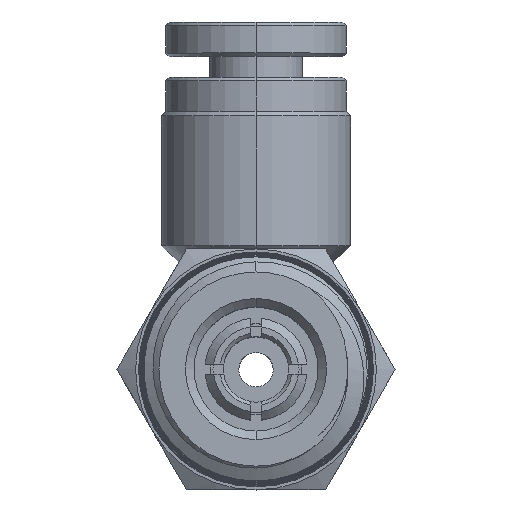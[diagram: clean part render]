
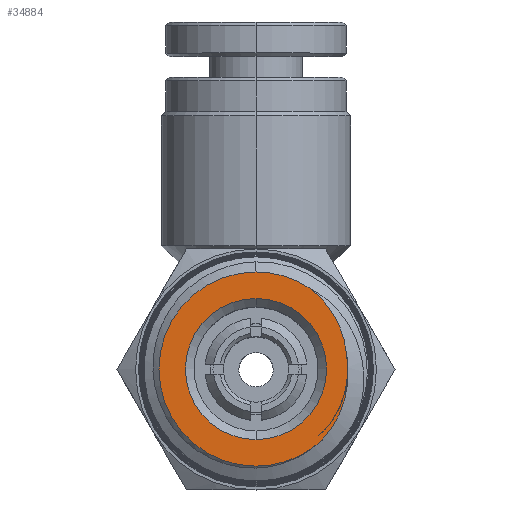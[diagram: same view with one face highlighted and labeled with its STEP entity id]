
A CAD part, top view. The second image highlights one B-rep face of the part: STEP entity #34884.
In plain terms, the highlighted planar face has unit normal (0, 0, 1).
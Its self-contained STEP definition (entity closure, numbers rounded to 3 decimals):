
#818 = EDGE_CURVE ( 'NONE', #5776, #3261, #21271, .T. ) ;
#930 = ORIENTED_EDGE ( 'NONE', *, *, #9545, .T. ) ;
#1201 = VERTEX_POINT ( 'NONE', #29013 ) ;
#1603 = DIRECTION ( 'NONE',  ( 0., 0., -1. ) ) ;
#2432 = DIRECTION ( 'NONE',  ( 0., 1., 0. ) ) ;
#3159 = AXIS2_PLACEMENT_3D ( 'NONE', #20190, #1603, #23295 ) ;
#3183 = CARTESIAN_POINT ( 'NONE',  ( 4.078, -3.866, 17.1 ) ) ;
#3261 = VERTEX_POINT ( 'NONE', #12908 ) ;
#5150 = CARTESIAN_POINT ( 'NONE',  ( 3.846, -4.127, 17.1 ) ) ;
#5433 = PLANE ( 'NONE',  #33375 ) ;
#5627 = DIRECTION ( 'NONE',  ( 0., 0., -1. ) ) ;
#5776 = VERTEX_POINT ( 'NONE', #11204 ) ;
#6302 = CARTESIAN_POINT ( 'NONE',  ( 4.394, -3.442, 17.1 ) ) ;
#7024 = CARTESIAN_POINT ( 'NONE',  ( 0., 5.641, 17.1 ) ) ;
#7846 = CARTESIAN_POINT ( 'NONE',  ( 5.325, 0.561, 17.1 ) ) ;
#7948 = CARTESIAN_POINT ( 'NONE',  ( 4.901, 2.39, 17.1 ) ) ;
#8403 = DIRECTION ( 'NONE',  ( 0., 0., 1. ) ) ;
#8627 = ORIENTED_EDGE ( 'NONE', *, *, #17551, .T. ) ;
#9313 = ORIENTED_EDGE ( 'NONE', *, *, #818, .T. ) ;
#9362 = EDGE_CURVE ( 'NONE', #25466, #32314, #13612, .T. ) ;
#9395 = CARTESIAN_POINT ( 'NONE',  ( 4.833, -2.684, 17.1 ) ) ;
#9545 = EDGE_CURVE ( 'NONE', #1201, #34832, #32090, .T. ) ;
#10580 = CARTESIAN_POINT ( 'NONE',  ( 5.33, -0.293, 17.1 ) ) ;
#10850 = AXIS2_PLACEMENT_3D ( 'NONE', #26954, #8403, #30013 ) ;
#11094 = CARTESIAN_POINT ( 'NONE',  ( 4.389, 3.362, 17.1 ) ) ;
#11204 = CARTESIAN_POINT ( 'NONE',  ( 0., 4.1, 17.1 ) ) ;
#11830 = CIRCLE ( 'NONE', #39729, 4.1 ) ;
#12299 = CARTESIAN_POINT ( 'NONE',  ( 0., 0., 17.1 ) ) ;
#12374 = CARTESIAN_POINT ( 'NONE',  ( 3.965, -4., 17.1 ) ) ;
#12514 = CARTESIAN_POINT ( 'NONE',  ( 5.184, -1.689, 17.1 ) ) ;
#12642 = FACE_BOUND ( 'NONE', #37887, .T. ) ;
#12908 = CARTESIAN_POINT ( 'NONE',  ( 0., -4.1, 17.1 ) ) ;
#13612 = CIRCLE ( 'NONE', #10850, 5.641 ) ;
#14174 = CARTESIAN_POINT ( 'NONE',  ( 3.821, 4.07, 17.1 ) ) ;
#14348 = CARTESIAN_POINT ( 'NONE',  ( 3.145, 4.683, 17.1 ) ) ;
#15397 = DIRECTION ( 'NONE',  ( 0., 1., 0. ) ) ;
#15607 = CARTESIAN_POINT ( 'NONE',  ( 5.336, -0.647, 17.1 ) ) ;
#15639 = EDGE_CURVE ( 'NONE', #34832, #25466, #22439, .T. ) ;
#15889 = VERTEX_POINT ( 'NONE', #5150 ) ;
#16105 = DIRECTION ( 'NONE',  ( 0., 0., 1. ) ) ;
#17153 = CARTESIAN_POINT ( 'NONE',  ( 5.247, 0.981, 17.1 ) ) ;
#17297 = CARTESIAN_POINT ( 'NONE',  ( 3.426, 4.454, 17.1 ) ) ;
#17551 = EDGE_CURVE ( 'NONE', #32314, #15889, #28360, .T. ) ;
#19934 = FACE_OUTER_BOUND ( 'NONE', #33960, .T. ) ;
#20190 = CARTESIAN_POINT ( 'NONE',  ( 0., 0., 17.1 ) ) ;
#20440 = CARTESIAN_POINT ( 'NONE',  ( 3.145, 4.683, 17.1 ) ) ;
#21000 = DIRECTION ( 'NONE',  ( 0., 0., -1. ) ) ;
#21130 = ORIENTED_EDGE ( 'NONE', *, *, #9362, .T. ) ;
#21271 = CIRCLE ( 'NONE', #3159, 4.1 ) ;
#22063 = AXIS2_PLACEMENT_3D ( 'NONE', #34537, #16105, #37646 ) ;
#22439 = CIRCLE ( 'NONE', #22063, 5.641 ) ;
#23295 = DIRECTION ( 'NONE',  ( 0., 1., 0. ) ) ;
#23855 = VERTEX_POINT ( 'NONE', #24557 ) ;
#24122 = ORIENTED_EDGE ( 'NONE', *, *, #26335, .T. ) ;
#24179 = CARTESIAN_POINT ( 'NONE',  ( 0., 0., 17.1 ) ) ;
#24557 = CARTESIAN_POINT ( 'NONE',  ( 5.33, -0.293, 17.1 ) ) ;
#24841 = CARTESIAN_POINT ( 'NONE',  ( 4.292, -3.588, 17.1 ) ) ;
#25466 = VERTEX_POINT ( 'NONE', #7024 ) ;
#26335 = EDGE_CURVE ( 'NONE', #15889, #23855, #29658, .T. ) ;
#26525 = CARTESIAN_POINT ( 'NONE',  ( 5.127, 1.701, 17.1 ) ) ;
#26954 = CARTESIAN_POINT ( 'NONE',  ( 0., 0., 17.1 ) ) ;
#27267 = DIRECTION ( 'NONE',  ( 0., 1., 0. ) ) ;
#27930 = CARTESIAN_POINT ( 'NONE',  ( 4.675, -2.995, 17.1 ) ) ;
#28004 = ORIENTED_EDGE ( 'NONE', *, *, #36859, .T. ) ;
#28360 = CIRCLE ( 'NONE', #31939, 5.641 ) ;
#29013 = CARTESIAN_POINT ( 'NONE',  ( 5.247, 0.981, 17.1 ) ) ;
#29105 = EDGE_CURVE ( 'NONE', #3261, #5776, #11830, .T. ) ;
#29203 = ORIENTED_EDGE ( 'NONE', *, *, #29105, .T. ) ;
#29460 = CARTESIAN_POINT ( 'NONE',  ( 5.247, 0.981, 17.1 ) ) ;
#29558 = CARTESIAN_POINT ( 'NONE',  ( 4.751, 2.728, 17.1 ) ) ;
#29658 = B_SPLINE_CURVE_WITH_KNOTS ( 'NONE', 3,
 ( #37010, #12374, #3183, #24841, #6302, #27930, #9395, #30981, #12514, #34044, #15607, #37145 ),
 .UNSPECIFIED., .F., .F.,
 ( 4, 2, 2, 2, 2, 4 ),
 ( 0.003, 0.004, 0.004, 0.005, 0.006, 0.007 ),
 .UNSPECIFIED. ) ;
#29879 = B_SPLINE_CURVE_WITH_KNOTS ( 'NONE', 3,
 ( #10580, #35484, #7846, #29460 ),
 .UNSPECIFIED., .F., .F.,
 ( 4, 4 ),
 ( 0., 0.001 ),
 .UNSPECIFIED. ) ;
#30013 = DIRECTION ( 'NONE',  ( 0., 1., 0. ) ) ;
#30981 = CARTESIAN_POINT ( 'NONE',  ( 5.087, -2.033, 17.1 ) ) ;
#31939 = AXIS2_PLACEMENT_3D ( 'NONE', #12299, #33834, #15397 ) ;
#32090 = B_SPLINE_CURVE_WITH_KNOTS ( 'NONE', 3,
 ( #17153, #38546, #26525, #7948, #29558, #11094, #32632, #14174, #35722, #17297, #38812, #20440 ),
 .UNSPECIFIED., .F., .F.,
 ( 4, 2, 2, 2, 2, 4 ),
 ( 0., 0.001, 0.002, 0.003, 0.004, 0.004 ),
 .UNSPECIFIED. ) ;
#32314 = VERTEX_POINT ( 'NONE', #33366 ) ;
#32632 = CARTESIAN_POINT ( 'NONE',  ( 4.18, 3.658, 17.1 ) ) ;
#33366 = CARTESIAN_POINT ( 'NONE',  ( 0., -5.641, 17.1 ) ) ;
#33375 = AXIS2_PLACEMENT_3D ( 'NONE', #39384, #21000, #2432 ) ;
#33570 = ORIENTED_EDGE ( 'NONE', *, *, #15639, .T. ) ;
#33834 = DIRECTION ( 'NONE',  ( 0., 0., 1. ) ) ;
#33960 = EDGE_LOOP ( 'NONE', ( #33570, #21130, #8627, #24122, #28004, #930 ) ) ;
#34044 = CARTESIAN_POINT ( 'NONE',  ( 5.308, -0.997, 17.1 ) ) ;
#34537 = CARTESIAN_POINT ( 'NONE',  ( 0., 0., 17.1 ) ) ;
#34832 = VERTEX_POINT ( 'NONE', #14348 ) ;
#34884 = ADVANCED_FACE ( 'NONE', ( #12642, #19934 ), #5433, .F. ) ;
#35484 = CARTESIAN_POINT ( 'NONE',  ( 5.353, 0.133, 17.1 ) ) ;
#35722 = CARTESIAN_POINT ( 'NONE',  ( 3.693, 4.203, 17.1 ) ) ;
#36859 = EDGE_CURVE ( 'NONE', #23855, #1201, #29879, .T. ) ;
#37010 = CARTESIAN_POINT ( 'NONE',  ( 3.846, -4.127, 17.1 ) ) ;
#37145 = CARTESIAN_POINT ( 'NONE',  ( 5.33, -0.293, 17.1 ) ) ;
#37646 = DIRECTION ( 'NONE',  ( 0., 1., 0. ) ) ;
#37887 = EDGE_LOOP ( 'NONE', ( #29203, #9313 ) ) ;
#38546 = CARTESIAN_POINT ( 'NONE',  ( 5.205, 1.346, 17.1 ) ) ;
#38812 = CARTESIAN_POINT ( 'NONE',  ( 3.288, 4.572, 17.1 ) ) ;
#39384 = CARTESIAN_POINT ( 'NONE',  ( 0., 0., 17.1 ) ) ;
#39729 = AXIS2_PLACEMENT_3D ( 'NONE', #24179, #5627, #27267 ) ;
